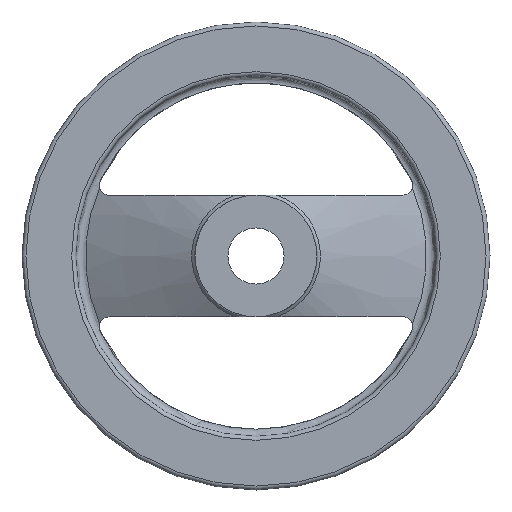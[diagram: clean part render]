
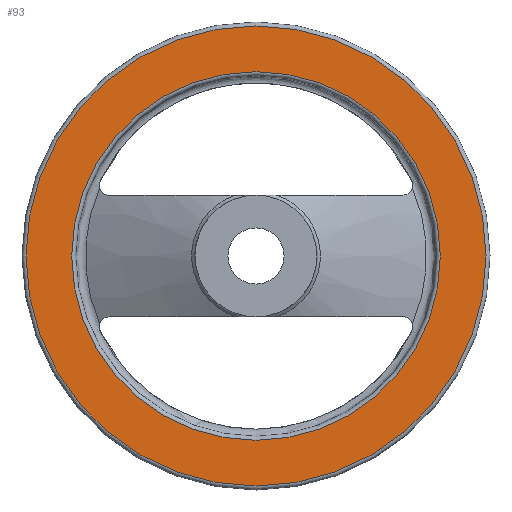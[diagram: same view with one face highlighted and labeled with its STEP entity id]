
A CAD part, left-side view. The second image highlights one B-rep face of the part: STEP entity #93.
In plain terms, the highlighted planar face has unit normal (-1, 0, 0).
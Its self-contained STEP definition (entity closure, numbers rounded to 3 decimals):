
#93 = ADVANCED_FACE( '', ( #197, #198 ), #199, .F. );
#197 = FACE_OUTER_BOUND( '', #306, .T. );
#198 = FACE_BOUND( '', #307, .T. );
#199 = PLANE( '', #308 );
#306 = EDGE_LOOP( '', ( #515 ) );
#307 = EDGE_LOOP( '', ( #516 ) );
#308 = AXIS2_PLACEMENT_3D( '', #517, #518, #519 );
#515 = ORIENTED_EDGE( '', *, *, #626, .F. );
#516 = ORIENTED_EDGE( '', *, *, #660, .T. );
#517 = CARTESIAN_POINT( '', ( 16.15, 39.375, 0. ) );
#518 = DIRECTION( '', ( 1., 0., 0. ) );
#519 = DIRECTION( '', ( 0., 0., -1. ) );
#626 = EDGE_CURVE( '', #748, #748, #749, .T. );
#660 = EDGE_CURVE( '', #794, #794, #795, .T. );
#748 = VERTEX_POINT( '', #1075 );
#749 = CIRCLE( '', #1076, 49.15 );
#794 = VERTEX_POINT( '', #1225 );
#795 = CIRCLE( '', #1226, 39.375 );
#1075 = CARTESIAN_POINT( '', ( 16.15, 0., -49.15 ) );
#1076 = AXIS2_PLACEMENT_3D( '', #1294, #1295, #1296 );
#1225 = CARTESIAN_POINT( '', ( 16.15, 0., -39.375 ) );
#1226 = AXIS2_PLACEMENT_3D( '', #1330, #1331, #1332 );
#1294 = CARTESIAN_POINT( '', ( 16.15, 0., 0. ) );
#1295 = DIRECTION( '', ( 1., 0., 0. ) );
#1296 = DIRECTION( '', ( 0., 0., -1. ) );
#1330 = CARTESIAN_POINT( '', ( 16.15, 0., 0. ) );
#1331 = DIRECTION( '', ( 1., 0., 0. ) );
#1332 = DIRECTION( '', ( 0., 0., -1. ) );
